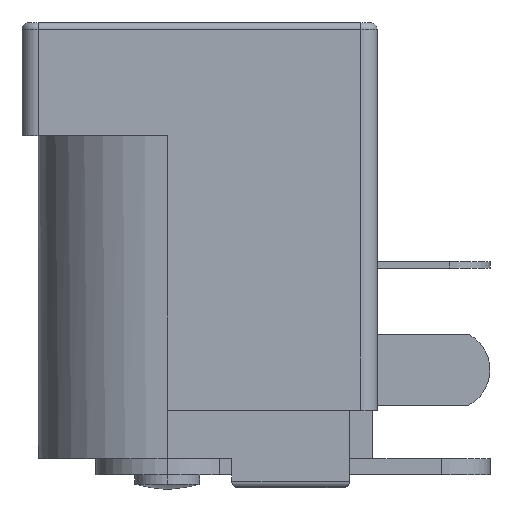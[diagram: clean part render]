
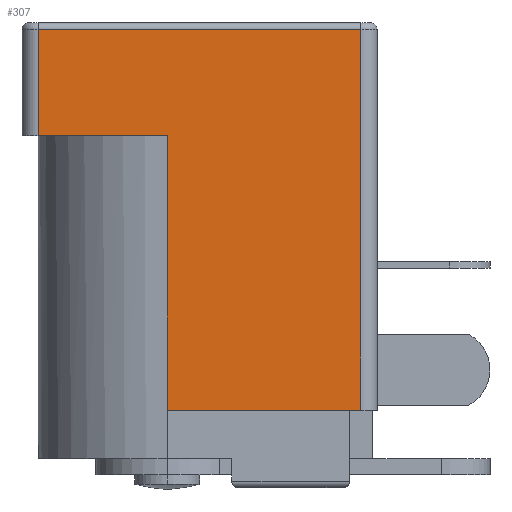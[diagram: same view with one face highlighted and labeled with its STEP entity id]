
A CAD part, left-side view. The second image highlights one B-rep face of the part: STEP entity #307.
In plain terms, the highlighted planar face has unit normal (-1, 0, 0).
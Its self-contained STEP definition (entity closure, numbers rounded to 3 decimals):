
#194 = EDGE_LOOP ( 'NONE', ( #298, #299, #283, #362, #293, #295 ) ) ;
#283 = ORIENTED_EDGE ( 'NONE', *, *, #289, .T. ) ;
#284 = EDGE_CURVE ( 'NONE', #290, #285, #1734, .T. ) ;
#285 = VERTEX_POINT ( 'NONE', #1730 ) ;
#289 = EDGE_CURVE ( 'NONE', #303, #290, #1724, .T. ) ;
#290 = VERTEX_POINT ( 'NONE', #1720 ) ;
#293 = ORIENTED_EDGE ( 'NONE', *, *, #294, .F. ) ;
#294 = EDGE_CURVE ( 'NONE', #987, #285, #1714, .T. ) ;
#295 = ORIENTED_EDGE ( 'NONE', *, *, #986, .F. ) ;
#298 = ORIENTED_EDGE ( 'NONE', *, *, #301, .T. ) ;
#299 = ORIENTED_EDGE ( 'NONE', *, *, #300, .T. ) ;
#300 = EDGE_CURVE ( 'NONE', #302, #303, #1749, .T. ) ;
#301 = EDGE_CURVE ( 'NONE', #984, #302, #1745, .T. ) ;
#302 = VERTEX_POINT ( 'NONE', #1798 ) ;
#303 = VERTEX_POINT ( 'NONE', #1797 ) ;
#307 = ADVANCED_FACE ( 'NONE', ( #1774 ), #1815, .T. ) ;
#362 = ORIENTED_EDGE ( 'NONE', *, *, #284, .T. ) ;
#984 = VERTEX_POINT ( 'NONE', #3431 ) ;
#986 = EDGE_CURVE ( 'NONE', #984, #987, #3430, .T. ) ;
#987 = VERTEX_POINT ( 'NONE', #3426 ) ;
#1711 = DIRECTION ( 'NONE',  ( 0., 0., 1. ) ) ;
#1712 = VECTOR ( 'NONE', #1711, 1000. ) ;
#1713 = CARTESIAN_POINT ( 'NONE',  ( -4.5, 6.5, -12. ) ) ;
#1714 = LINE ( 'NONE', #1713, #1712 ) ;
#1720 = CARTESIAN_POINT ( 'NONE',  ( -4.5, 10.5, -3.5 ) ) ;
#1721 = DIRECTION ( 'NONE',  ( 0., 0., -1. ) ) ;
#1722 = VECTOR ( 'NONE', #1721, 1000. ) ;
#1723 = CARTESIAN_POINT ( 'NONE',  ( -4.5, 10.5, -3.5 ) ) ;
#1724 = LINE ( 'NONE', #1723, #1722 ) ;
#1730 = CARTESIAN_POINT ( 'NONE',  ( -4.5, 6.5, -3.5 ) ) ;
#1731 = DIRECTION ( 'NONE',  ( 0., -1., 0. ) ) ;
#1732 = VECTOR ( 'NONE', #1731, 1000. ) ;
#1733 = CARTESIAN_POINT ( 'NONE',  ( -4.5, 0., -3.5 ) ) ;
#1734 = LINE ( 'NONE', #1733, #1732 ) ;
#1742 = DIRECTION ( 'NONE',  ( 0., 0., 1. ) ) ;
#1743 = VECTOR ( 'NONE', #1742, 1000. ) ;
#1744 = CARTESIAN_POINT ( 'NONE',  ( -4.5, 0.5, -3.5 ) ) ;
#1745 = LINE ( 'NONE', #1744, #1743 ) ;
#1746 = DIRECTION ( 'NONE',  ( 0., 1., 0. ) ) ;
#1747 = VECTOR ( 'NONE', #1746, 1000. ) ;
#1748 = CARTESIAN_POINT ( 'NONE',  ( -4.5, 10.5, -0.2 ) ) ;
#1749 = LINE ( 'NONE', #1748, #1747 ) ;
#1774 = FACE_OUTER_BOUND ( 'NONE', #194, .T. ) ;
#1797 = CARTESIAN_POINT ( 'NONE',  ( -4.5, 10.5, -0.2 ) ) ;
#1798 = CARTESIAN_POINT ( 'NONE',  ( -4.5, 0.5, -0.2 ) ) ;
#1811 = DIRECTION ( 'NONE',  ( 0., -1., 0. ) ) ;
#1812 = DIRECTION ( 'NONE',  ( -1., 0., 0. ) ) ;
#1813 = CARTESIAN_POINT ( 'NONE',  ( -4.5, 0., -3.5 ) ) ;
#1814 = AXIS2_PLACEMENT_3D ( 'NONE', #1813, #1812, #1811 ) ;
#1815 = PLANE ( 'NONE',  #1814 ) ;
#3426 = CARTESIAN_POINT ( 'NONE',  ( -4.5, 6.5, -12. ) ) ;
#3427 = DIRECTION ( 'NONE',  ( 0., 1., 0. ) ) ;
#3428 = VECTOR ( 'NONE', #3427, 1000. ) ;
#3429 = CARTESIAN_POINT ( 'NONE',  ( -4.5, 0., -12. ) ) ;
#3430 = LINE ( 'NONE', #3429, #3428 ) ;
#3431 = CARTESIAN_POINT ( 'NONE',  ( -4.5, 0.5, -12. ) ) ;
